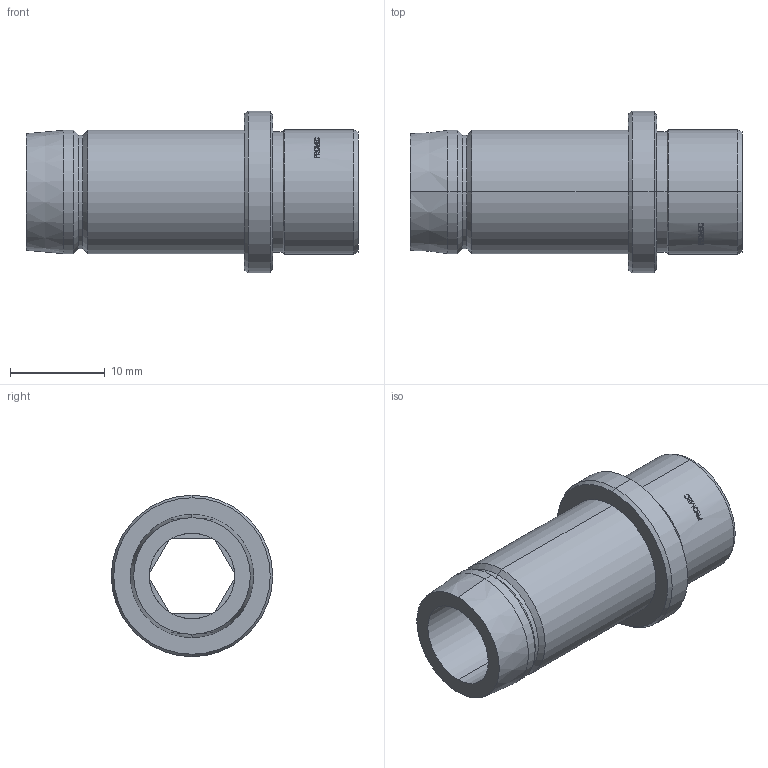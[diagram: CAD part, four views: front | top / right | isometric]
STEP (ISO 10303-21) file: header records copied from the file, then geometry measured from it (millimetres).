
FILE_DESCRIPTION (( 'STEP AP203' ), '1' );
FILE_NAME ('10c2.STEP', '2022-09-21T17:34:55', ( '' ), ( '' ), 'SwSTEP 2.0', 'SolidWorks 2019', '' );
FILE_SCHEMA (( 'CONFIG_CONTROL_DESIGN' ));
Length unit declared in the file: millimetre
Products named in the file (1): 10c2
Bounding box: 35 x 17 x 17 mm (x, y, z)
Volume: 2747.5 mm3; surface area: 2780.1 mm2
Topology: 1 solids, 1 shells, 139 faces, 340 edges, 214 vertices
Faces by surface type: plane 60, bspline 42, cylinder 23, cone 14
Entity records: 5133 total; most frequent: CARTESIAN_POINT 2106, ORIENTED_EDGE 680, DIRECTION 488, EDGE_CURVE 340, VERTEX_POINT 214, AXIS2_PLACEMENT_3D 186, EDGE_LOOP 152, ADVANCED_FACE 139
